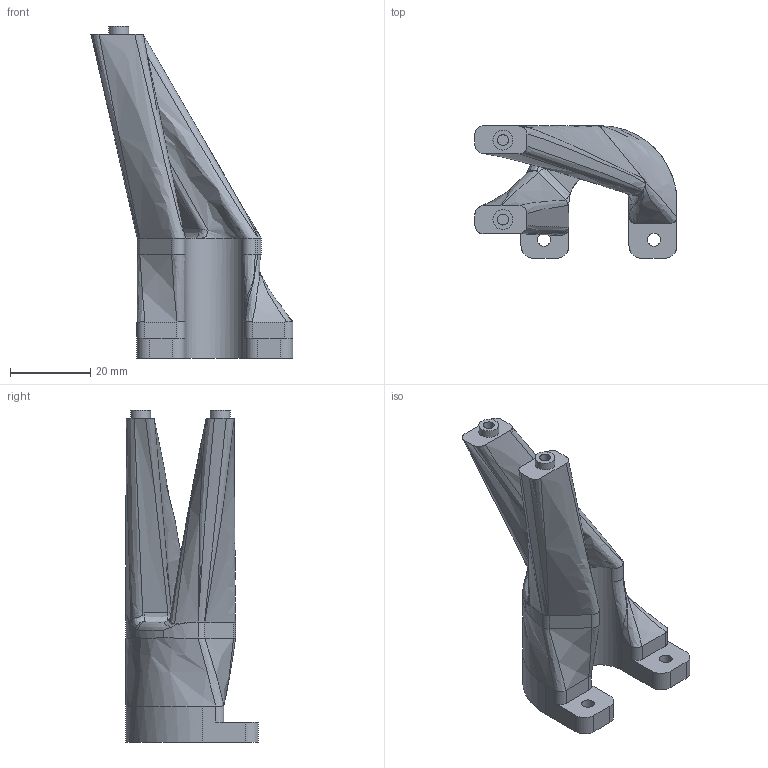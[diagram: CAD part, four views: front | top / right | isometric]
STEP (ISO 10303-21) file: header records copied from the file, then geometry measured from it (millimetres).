
FILE_DESCRIPTION(/* description */ ('STEP AP242','CAx-IF Rec.Pracs.---Representation and Presentation of Product Manufacturing Information (PMI)---4.0---2014-10-13','CAx-IF Rec.Pracs.---3D Tessellated Geometry---0.4---2014-09-14','2;1'),/* implementation_level */ '2;1');
FILE_NAME(/* name */ '683d0e320496457e60590feb',/* time_stamp */ '2025-06-02T02:36:35Z',/* author */ (''),/* organization */ (''),/* preprocessor_version */ 'ST-DEVELOPER v20',/* originating_system */ 'ONSHAPE BY PTC INC, 1.198',/* authorisation */ ' ');
FILE_SCHEMA (('AP242_MANAGED_MODEL_BASED_3D_ENGINEERING_MIM_LF { 1 0 10303 442 1 1 4 }'));
Length unit declared in the file: metre
Products named in the file (2): Base
Assembly tree (1 placements, depth 2):
  Base
    Base
Bounding box: 50.5 x 33.14 x 83 mm (x, y, z)
Volume: 28292.6 mm3; surface area: 9653.9 mm2
Topology: 1 solids, 1 shells, 86 faces, 225 edges, 139 vertices
Faces by surface type: bspline 43, plane 23, cylinder 20
Full cylindrical faces by diameter (mm): 2.75 x2, 3.2 x2, 5 x2
Entity records: 3934 total; most frequent: CARTESIAN_POINT 2155, ORIENTED_EDGE 426, DIRECTION 242, EDGE_CURVE 213, VERTEX_POINT 139, B_SPLINE_CURVE_WITH_KNOTS 100, EDGE_LOOP 100, FACE_BOUND 100
